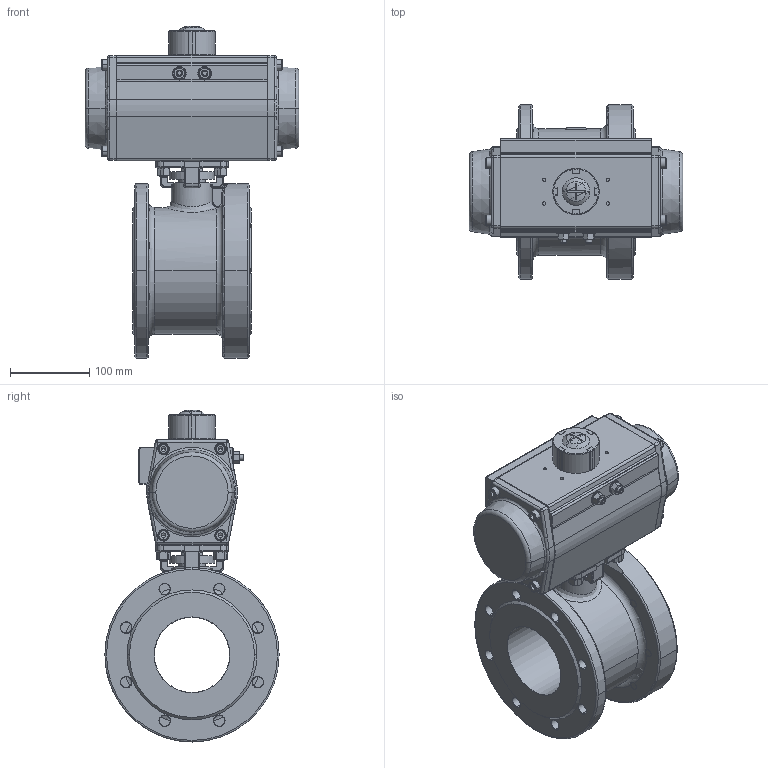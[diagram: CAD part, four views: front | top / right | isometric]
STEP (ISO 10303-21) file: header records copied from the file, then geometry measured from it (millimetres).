
FILE_DESCRIPTION(('HOOPS Exchange Step'),'2;1');
FILE_NAME('PK0600_DN100.stp','2025-05-09T11:38:48+02:00',('nieru'),('Unknown organisation'),'HOOPS Exchange 2024.2','HOOPS Exchange','Unknown authorisation');
FILE_SCHEMA( ('AP203_CONFIGURATION_CONTROLLED_3D_DESIGN_OF_MECHANICAL_PARTS_AND_ASSEMBLIES_MIM_LF') );
Length unit declared in the file: millimetre
Products named in the file (5): 0; root
Assembly tree (4 placements, depth 3):
  root
    0
      0
      0
      0
Bounding box: 270 x 220 x 419.19 mm (x, y, z)
Volume: 4951356.1 mm3; surface area: 600742.4 mm2
Topology: 35 solids, 35 shells, 1898 faces, 4658 edges, 2828 vertices
Faces by surface type: cylinder 618, plane 594, cone 224, torus 209, bspline 193, sphere 52, extrusion 8
Full cylindrical faces by diameter (mm): 6.8 x1, 95 x1
Entity records: 90360 total; most frequent: CARTESIAN_POINT 47125, ORIENTED_EDGE 9178, DIRECTION 8743, EDGE_CURVE 4589, AXIS2_PLACEMENT_3D 3446, VERTEX_POINT 2830, EDGE_LOOP 2057, FACE_BOUND 2057
